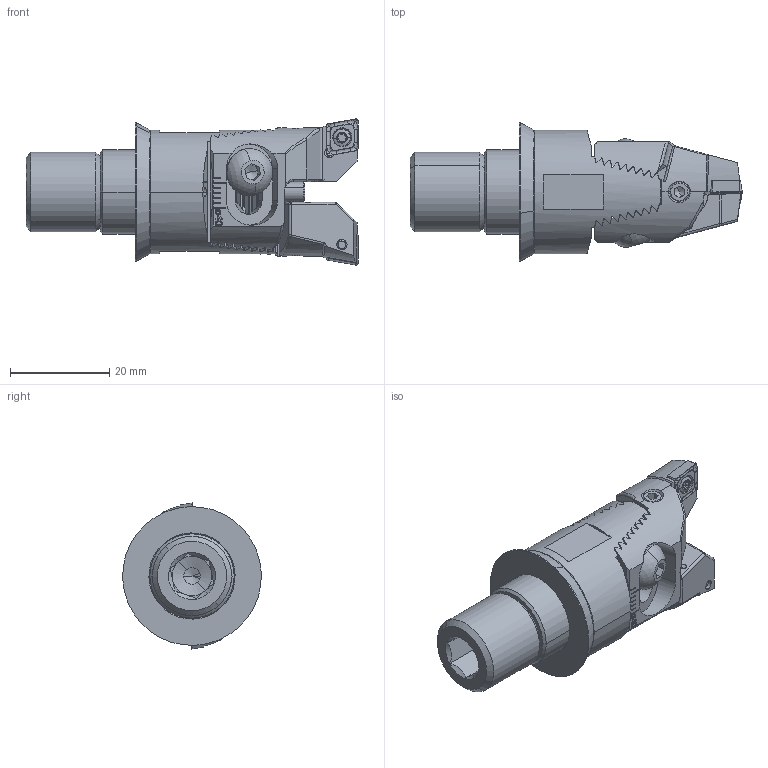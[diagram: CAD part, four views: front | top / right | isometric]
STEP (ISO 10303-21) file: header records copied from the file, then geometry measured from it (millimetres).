
FILE_DESCRIPTION (( 'STEP AP203' ), '1' );
FILE_NAME ('HP5-Z25.030.045.STEP', '2017-11-13T13:46:41', ( 'SWIAdmin' ), ( 'Hewlett-Packard Company' ), 'SwSTEP 2.0', 'SolidWorks 2017', '' );
FILE_SCHEMA (( 'CONFIG_CONTROL_DESIGN' ));
Length unit declared in the file: millimetre
Products named in the file (14): WCA-ER2.001.006_A; D28-D25.HP5.003_A; Z25-ER3.001.010_A; HP5-ER2.012.030_A; CCMT060204; HP5-Z25.030.045; WCA-ER2.001.006_B; Z25-WCA.001.016; Z25-ER1.002.012_A; Z25-ER1.003.012_A_gespannt; HP5-Z25.030.045_A; Z25-ER1.001.012; ZC2-xxx.001.016_A; Z20-ER2.001.013_A
Assembly tree (18 placements, depth 3):
  HP5-Z25.030.045
    HP5-Z25.030.045_A
    Z25-WCA.001.016
      ZC2-xxx.001.016_A  x2
      WCA-ER2.001.006_A
      Z25-ER3.001.010_A  x2
      CCMT060204  x2
      WCA-ER2.001.006_B  x2
    Z25-ER1.001.012
      Z25-ER1.002.012_A
      Z25-ER1.003.012_A_gespannt
    Z25-ER1.002.012_A
    Z20-ER2.001.013_A
    D28-D25.HP5.003_A
    HP5-ER2.012.030_A
Bounding box: 67 x 27.98 x 29.5 mm (x, y, z)
Volume: 19637.5 mm3; surface area: 13723.8 mm2
Topology: 16 solids, 16 shells, 1016 faces, 2650 edges, 1663 vertices
Faces by surface type: plane 502, cylinder 250, cone 130, bspline 80, torus 32, sphere 22
Entity records: 25194 total; most frequent: CARTESIAN_POINT 8360, ORIENTED_EDGE 3496, DIRECTION 2857, EDGE_CURVE 1748, VERTEX_POINT 1107, AXIS2_PLACEMENT_3D 1034, VECTOR 789, LINE 789
